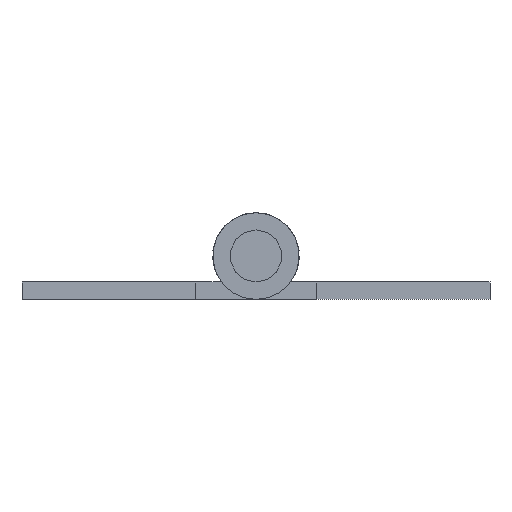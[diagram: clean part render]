
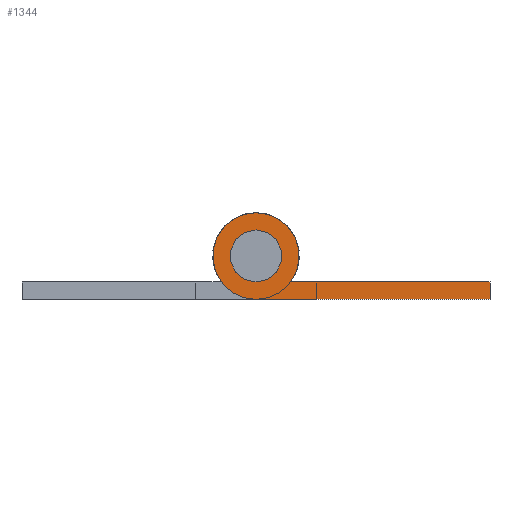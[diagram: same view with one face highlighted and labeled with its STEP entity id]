
A CAD part, front view. The second image highlights one B-rep face of the part: STEP entity #1344.
In plain terms, the highlighted planar face has unit normal (0, -1, 0).
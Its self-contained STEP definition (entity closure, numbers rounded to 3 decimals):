
#49 = CARTESIAN_POINT ( 'NONE',  ( 2., -914.5, -1.5 ) ) ;
#55 = CARTESIAN_POINT ( 'NONE',  ( 13.5, -914.5, -2.5 ) ) ;
#151 = DIRECTION ( 'NONE',  ( 0., 1., 0. ) ) ;
#1177 = DIRECTION ( 'NONE',  ( 0., 1., 0. ) ) ;
#1267 = CARTESIAN_POINT ( 'NONE',  ( 0., -914.5, 0. ) ) ;
#1269 = EDGE_LOOP ( 'NONE', ( #5494, #5487 ) ) ;
#1344 = ADVANCED_FACE ( 'NONE', ( #18045, #22810 ), #7661, .F. ) ;
#1731 = DIRECTION ( 'NONE',  ( 0., 0., 1. ) ) ;
#2280 = VERTEX_POINT ( 'NONE', #55 ) ;
#2752 = DIRECTION ( 'NONE',  ( 0., 0., -1. ) ) ;
#3185 = LINE ( 'NONE', #23087, #16459 ) ;
#4272 = CARTESIAN_POINT ( 'NONE',  ( 0., -914.5, -2.5 ) ) ;
#4999 = CARTESIAN_POINT ( 'NONE',  ( 13.5, -914.5, -1.5 ) ) ;
#5046 = CIRCLE ( 'NONE', #20714, 1.5 ) ;
#5478 = ORIENTED_EDGE ( 'NONE', *, *, #24431, .F. ) ;
#5482 = ORIENTED_EDGE ( 'NONE', *, *, #21650, .F. ) ;
#5487 = ORIENTED_EDGE ( 'NONE', *, *, #22885, .T. ) ;
#5494 = ORIENTED_EDGE ( 'NONE', *, *, #9753, .T. ) ;
#5535 = CARTESIAN_POINT ( 'NONE',  ( 0., -914.5, 0. ) ) ;
#6182 = DIRECTION ( 'NONE',  ( 0., 0., 1. ) ) ;
#7033 = DIRECTION ( 'NONE',  ( 0., 0., 1. ) ) ;
#7661 = PLANE ( 'NONE',  #23190 ) ;
#7709 = DIRECTION ( 'NONE',  ( 1., 0., 0. ) ) ;
#9753 = EDGE_CURVE ( 'NONE', #12796, #21447, #10195, .T. ) ;
#10195 = CIRCLE ( 'NONE', #19401, 1.5 ) ;
#10278 = EDGE_LOOP ( 'NONE', ( #17775, #5482, #22125, #5478 ) ) ;
#10851 = VECTOR ( 'NONE', #7709, 1000. ) ;
#12582 = DIRECTION ( 'NONE',  ( -1., 0., 0. ) ) ;
#12796 = VERTEX_POINT ( 'NONE', #25157 ) ;
#13912 = CARTESIAN_POINT ( 'NONE',  ( 13.5, -914.5, -1.5 ) ) ;
#14311 = LINE ( 'NONE', #4272, #24425 ) ;
#16207 = LINE ( 'NONE', #13912, #10851 ) ;
#16245 = CARTESIAN_POINT ( 'NONE',  ( 0., -914.5, 0. ) ) ;
#16459 = VECTOR ( 'NONE', #2752, 1000. ) ;
#16799 = EDGE_CURVE ( 'NONE', #16876, #26004, #23100, .T. ) ;
#16876 = VERTEX_POINT ( 'NONE', #18278 ) ;
#17775 = ORIENTED_EDGE ( 'NONE', *, *, #16799, .F. ) ;
#18045 = FACE_OUTER_BOUND ( 'NONE', #10278, .T. ) ;
#18278 = CARTESIAN_POINT ( 'NONE',  ( 0., -914.5, -2.5 ) ) ;
#18292 = DIRECTION ( 'NONE',  ( 0., 1., 0. ) ) ;
#19401 = AXIS2_PLACEMENT_3D ( 'NONE', #1267, #1177, #7033 ) ;
#19576 = DIRECTION ( 'NONE',  ( 0., 1., 0. ) ) ;
#19734 = AXIS2_PLACEMENT_3D ( 'NONE', #22374, #18292, #24507 ) ;
#20714 = AXIS2_PLACEMENT_3D ( 'NONE', #16245, #151, #6182 ) ;
#20724 = VERTEX_POINT ( 'NONE', #4999 ) ;
#21447 = VERTEX_POINT ( 'NONE', #23899 ) ;
#21650 = EDGE_CURVE ( 'NONE', #2280, #16876, #14311, .T. ) ;
#22125 = ORIENTED_EDGE ( 'NONE', *, *, #25390, .F. ) ;
#22374 = CARTESIAN_POINT ( 'NONE',  ( 0., -914.5, 0. ) ) ;
#22810 = FACE_BOUND ( 'NONE', #1269, .T. ) ;
#22885 = EDGE_CURVE ( 'NONE', #21447, #12796, #5046, .T. ) ;
#23087 = CARTESIAN_POINT ( 'NONE',  ( 13.5, -914.5, -2.5 ) ) ;
#23100 = CIRCLE ( 'NONE', #19734, 2.5 ) ;
#23190 = AXIS2_PLACEMENT_3D ( 'NONE', #5535, #19576, #1731 ) ;
#23899 = CARTESIAN_POINT ( 'NONE',  ( 0., -914.5, 1.5 ) ) ;
#24425 = VECTOR ( 'NONE', #12582, 1000. ) ;
#24431 = EDGE_CURVE ( 'NONE', #26004, #20724, #16207, .T. ) ;
#24507 = DIRECTION ( 'NONE',  ( 0., 0., 1. ) ) ;
#25157 = CARTESIAN_POINT ( 'NONE',  ( 0., -914.5, -1.5 ) ) ;
#25390 = EDGE_CURVE ( 'NONE', #20724, #2280, #3185, .T. ) ;
#26004 = VERTEX_POINT ( 'NONE', #49 ) ;
